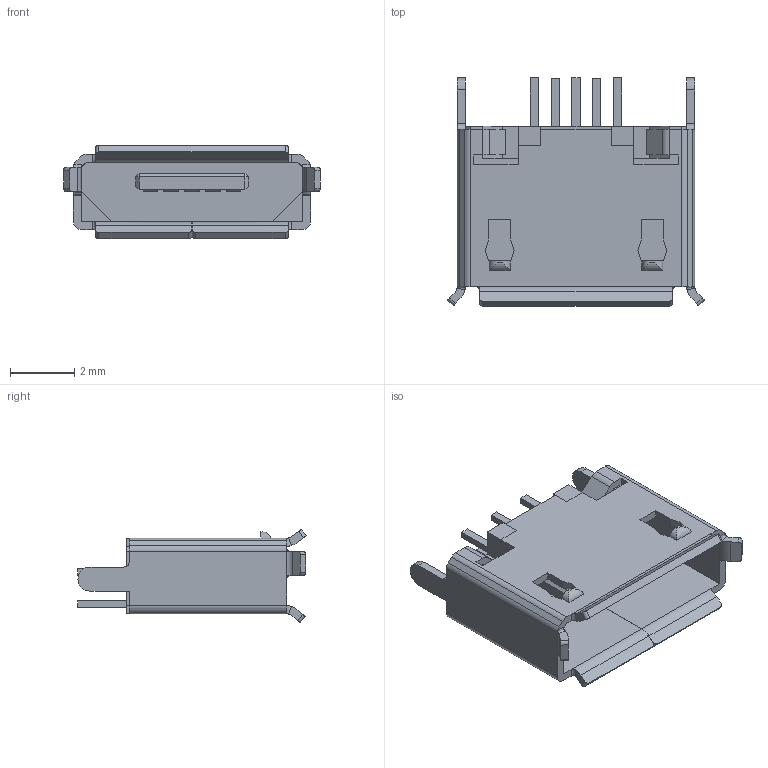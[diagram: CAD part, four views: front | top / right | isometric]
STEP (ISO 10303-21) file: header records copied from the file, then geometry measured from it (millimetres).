
FILE_DESCRIPTION( ( 'Unknown' ), '1' );
FILE_NAME( '614105150621.stp', 'Unknown', ( 'Unknown' ), ( 'Unknown' ), 'PSStep 17.0.49', 'Unknown', ' ' );
FILE_SCHEMA( ( 'AUTOMOTIVE_DESIGN { 1 0 10303 214 1 1 1 1 }' ) );
Length unit declared in the file: millimetre
Products named in the file (5): Assem1; 614105150621; 614105150621_Pin; 614105150621_PinBis
Assembly tree (7 placements, depth 2):
  Assem1
    614105150621
    614105150621
    614105150621_Pin  x3
    614105150621_PinBis  x2
Bounding box: 8 x 7.11 x 2.9 mm (x, y, z)
Volume: 46.9 mm3; surface area: 323.1 mm2
Topology: 7 solids, 7 shells, 398 faces, 1128 edges, 740 vertices
Faces by surface type: plane 282, cylinder 108, bspline 8
Entity records: 14545 total; most frequent: CARTESIAN_POINT 2288, ORIENTED_EDGE 2010, DIRECTION 1869, EDGE_CURVE 1005, LINE 811, VECTOR 811, VERTEX_POINT 658, AXIS2_PLACEMENT_3D 529
